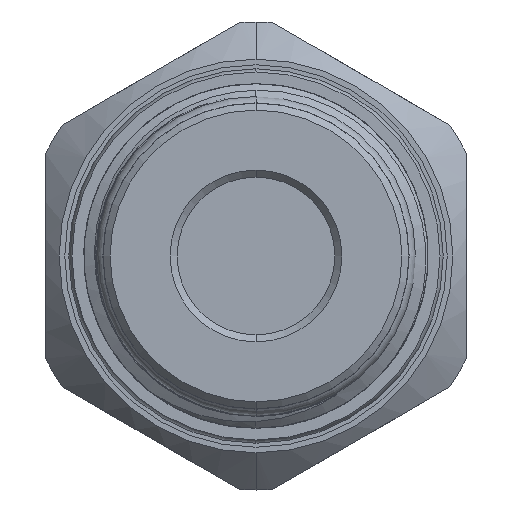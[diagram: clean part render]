
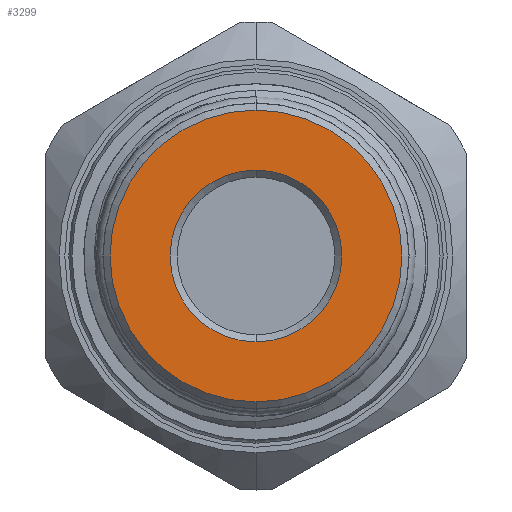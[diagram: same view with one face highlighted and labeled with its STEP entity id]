
A CAD part, left-side view. The second image highlights one B-rep face of the part: STEP entity #3299.
In plain terms, the highlighted planar face has unit normal (-1, 0, 0).
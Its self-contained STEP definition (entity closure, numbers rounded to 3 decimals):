
#214 = DIRECTION ( 'NONE',  ( 0., 0., -1. ) ) ;
#435 = CIRCLE ( 'NONE', #5948, 8.325 ) ;
#531 = AXIS2_PLACEMENT_3D ( 'NONE', #4313, #8105, #641 ) ;
#592 = PLANE ( 'NONE',  #531 ) ;
#641 = DIRECTION ( 'NONE',  ( 0., 0., -1. ) ) ;
#764 = CARTESIAN_POINT ( 'NONE',  ( -38.495, 0., 0. ) ) ;
#1094 = AXIS2_PLACEMENT_3D ( 'NONE', #764, #15849, #11953 ) ;
#1100 = CIRCLE ( 'NONE', #1094, 4.9 ) ;
#2019 = VERTEX_POINT ( 'NONE', #9883 ) ;
#2394 = ORIENTED_EDGE ( 'NONE', *, *, #11380, .T. ) ;
#3299 = ADVANCED_FACE ( 'NONE', ( #11767, #9236 ), #592, .F. ) ;
#3389 = ORIENTED_EDGE ( 'NONE', *, *, #15897, .T. ) ;
#3840 = EDGE_CURVE ( 'NONE', #2019, #11837, #435, .T. ) ;
#4054 = CARTESIAN_POINT ( 'NONE',  ( -38.495, 0., -4.9 ) ) ;
#4313 = CARTESIAN_POINT ( 'NONE',  ( -38.495, 0., 0. ) ) ;
#5426 = DIRECTION ( 'NONE',  ( 1., 0., 0. ) ) ;
#5465 = CARTESIAN_POINT ( 'NONE',  ( -38.495, 0., 8.325 ) ) ;
#5948 = AXIS2_PLACEMENT_3D ( 'NONE', #8461, #8518, #15969 ) ;
#6701 = VERTEX_POINT ( 'NONE', #4054 ) ;
#7053 = CARTESIAN_POINT ( 'NONE',  ( -38.495, 0., 0. ) ) ;
#7840 = EDGE_LOOP ( 'NONE', ( #2394, #10893 ) ) ;
#7855 = AXIS2_PLACEMENT_3D ( 'NONE', #7053, #13312, #15768 ) ;
#8083 = CIRCLE ( 'NONE', #7855, 8.325 ) ;
#8105 = DIRECTION ( 'NONE',  ( 1., 0., 0. ) ) ;
#8461 = CARTESIAN_POINT ( 'NONE',  ( -38.495, 0., 0. ) ) ;
#8518 = DIRECTION ( 'NONE',  ( -1., 0., 0. ) ) ;
#8590 = EDGE_LOOP ( 'NONE', ( #8991, #3389 ) ) ;
#8904 = CIRCLE ( 'NONE', #15869, 4.9 ) ;
#8991 = ORIENTED_EDGE ( 'NONE', *, *, #3840, .T. ) ;
#9236 = FACE_OUTER_BOUND ( 'NONE', #8590, .T. ) ;
#9883 = CARTESIAN_POINT ( 'NONE',  ( -38.495, 0., -8.325 ) ) ;
#10399 = VERTEX_POINT ( 'NONE', #14903 ) ;
#10893 = ORIENTED_EDGE ( 'NONE', *, *, #11157, .T. ) ;
#11115 = CARTESIAN_POINT ( 'NONE',  ( -38.495, 0., 0. ) ) ;
#11157 = EDGE_CURVE ( 'NONE', #6701, #10399, #1100, .T. ) ;
#11380 = EDGE_CURVE ( 'NONE', #10399, #6701, #8904, .T. ) ;
#11767 = FACE_BOUND ( 'NONE', #7840, .T. ) ;
#11837 = VERTEX_POINT ( 'NONE', #5465 ) ;
#11953 = DIRECTION ( 'NONE',  ( 0., 0., -1. ) ) ;
#13312 = DIRECTION ( 'NONE',  ( -1., 0., 0. ) ) ;
#14903 = CARTESIAN_POINT ( 'NONE',  ( -38.495, 0., 4.9 ) ) ;
#15768 = DIRECTION ( 'NONE',  ( 0., 0., 1. ) ) ;
#15849 = DIRECTION ( 'NONE',  ( 1., 0., 0. ) ) ;
#15869 = AXIS2_PLACEMENT_3D ( 'NONE', #11115, #5426, #214 ) ;
#15897 = EDGE_CURVE ( 'NONE', #11837, #2019, #8083, .T. ) ;
#15969 = DIRECTION ( 'NONE',  ( 0., 0., 1. ) ) ;
